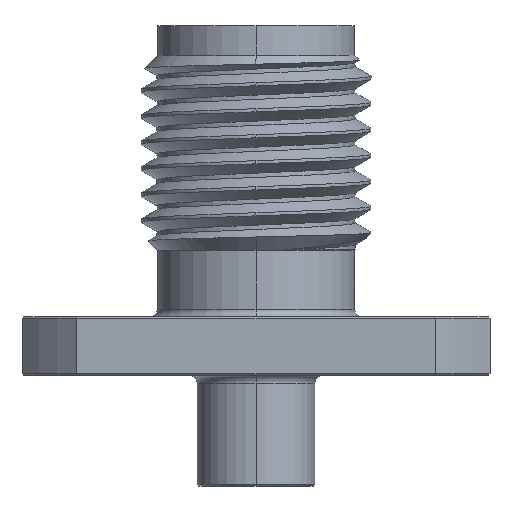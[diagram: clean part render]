
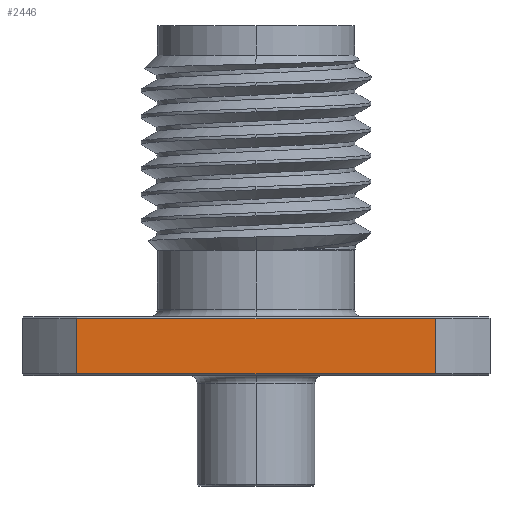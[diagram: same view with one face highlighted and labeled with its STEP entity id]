
A CAD part, left-side view. The second image highlights one B-rep face of the part: STEP entity #2446.
In plain terms, the highlighted planar face has unit normal (-1, 0, 0).
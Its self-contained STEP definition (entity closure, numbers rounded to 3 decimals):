
#54 = EDGE_LOOP ( 'NONE', ( #1751, #3975, #930, #3968 ) ) ;
#94 = PLANE ( 'NONE',  #572 ) ;
#137 = DIRECTION ( 'NONE',  ( 0., -1., 0. ) ) ;
#297 = VERTEX_POINT ( 'NONE', #2745 ) ;
#302 = VERTEX_POINT ( 'NONE', #4043 ) ;
#324 = LINE ( 'NONE', #1268, #1249 ) ;
#494 = LINE ( 'NONE', #1782, #2526 ) ;
#572 = AXIS2_PLACEMENT_3D ( 'NONE', #782, #2707, #137 ) ;
#578 = VERTEX_POINT ( 'NONE', #3731 ) ;
#672 = DIRECTION ( 'NONE',  ( 0., 0., -1. ) ) ;
#782 = CARTESIAN_POINT ( 'NONE',  ( -6.35, -4.866, 27.809 ) ) ;
#930 = ORIENTED_EDGE ( 'NONE', *, *, #2808, .F. ) ;
#1048 = VECTOR ( 'NONE', #672, 1000. ) ;
#1249 = VECTOR ( 'NONE', #3917, 1000. ) ;
#1258 = DIRECTION ( 'NONE',  ( 0., -1., 0. ) ) ;
#1268 = CARTESIAN_POINT ( 'NONE',  ( -6.35, 4.866, 27.809 ) ) ;
#1407 = EDGE_CURVE ( 'NONE', #302, #2207, #3252, .T. ) ;
#1616 = EDGE_CURVE ( 'NONE', #578, #297, #494, .T. ) ;
#1751 = ORIENTED_EDGE ( 'NONE', *, *, #2772, .T. ) ;
#1782 = CARTESIAN_POINT ( 'NONE',  ( -6.35, -4.866, -9.45 ) ) ;
#2207 = VERTEX_POINT ( 'NONE', #4119 ) ;
#2446 = ADVANCED_FACE ( 'NONE', ( #3657 ), #94, .T. ) ;
#2526 = VECTOR ( 'NONE', #1258, 1000. ) ;
#2598 = DIRECTION ( 'NONE',  ( 0., 1., 0. ) ) ;
#2659 = VECTOR ( 'NONE', #2598, 1000. ) ;
#2707 = DIRECTION ( 'NONE',  ( -1., 0., 0. ) ) ;
#2745 = CARTESIAN_POINT ( 'NONE',  ( -6.35, -4.866, -9.45 ) ) ;
#2772 = EDGE_CURVE ( 'NONE', #2207, #578, #324, .T. ) ;
#2808 = EDGE_CURVE ( 'NONE', #302, #297, #3896, .T. ) ;
#2914 = CARTESIAN_POINT ( 'NONE',  ( -6.35, 4.866, -7.95 ) ) ;
#3252 = LINE ( 'NONE', #2914, #2659 ) ;
#3593 = CARTESIAN_POINT ( 'NONE',  ( -6.35, -4.866, 27.809 ) ) ;
#3657 = FACE_OUTER_BOUND ( 'NONE', #54, .T. ) ;
#3731 = CARTESIAN_POINT ( 'NONE',  ( -6.35, 4.866, -9.45 ) ) ;
#3896 = LINE ( 'NONE', #3593, #1048 ) ;
#3917 = DIRECTION ( 'NONE',  ( 0., 0., -1. ) ) ;
#3968 = ORIENTED_EDGE ( 'NONE', *, *, #1407, .T. ) ;
#3975 = ORIENTED_EDGE ( 'NONE', *, *, #1616, .T. ) ;
#4043 = CARTESIAN_POINT ( 'NONE',  ( -6.35, -4.866, -7.95 ) ) ;
#4119 = CARTESIAN_POINT ( 'NONE',  ( -6.35, 4.866, -7.95 ) ) ;
